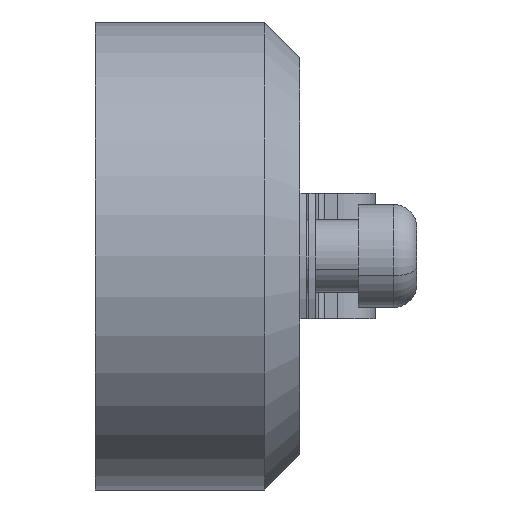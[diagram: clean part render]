
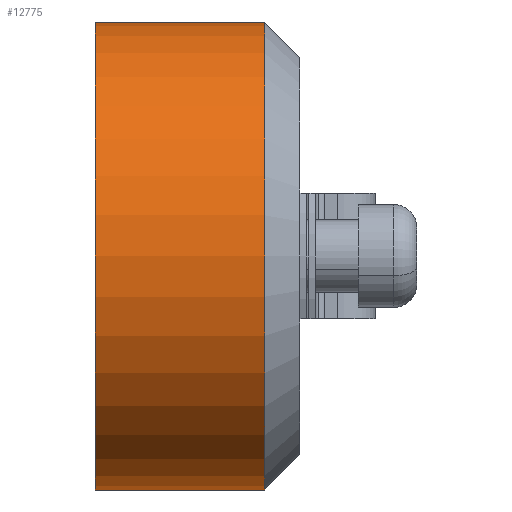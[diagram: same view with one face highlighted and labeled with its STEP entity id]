
A CAD part, front view. The second image highlights one B-rep face of the part: STEP entity #12775.
In plain terms, the highlighted cylindrical face has radius 12.7 mm (diameter 25.4 mm), a partial arc.
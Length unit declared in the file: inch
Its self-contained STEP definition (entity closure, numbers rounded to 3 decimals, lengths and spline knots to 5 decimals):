
#579 = AXIS2_PLACEMENT_3D ( 'NONE', #11967, #11968, #11969 ) ;
#839 = VERTEX_POINT ( 'NONE', #12102 ) ;
#1899 = ORIENTED_EDGE ( 'NONE', *, *, #2346, .F. ) ;
#1900 = ORIENTED_EDGE ( 'NONE', *, *, #2417, .T. ) ;
#1901 = ORIENTED_EDGE ( 'NONE', *, *, #2474, .F. ) ;
#1903 = ORIENTED_EDGE ( 'NONE', *, *, #2328, .T. ) ;
#2328 = EDGE_CURVE ( 'NONE', #839, #10544, #2760, .T. ) ;
#2346 = EDGE_CURVE ( 'NONE', #10556, #10551, #2785, .T. ) ;
#2417 = EDGE_CURVE ( 'NONE', #10556, #839, #10201, .T. ) ;
#2474 = EDGE_CURVE ( 'NONE', #10551, #10544, #10271, .T. ) ;
#2760 = LINE ( 'NONE', #12609, #2765 ) ;
#2765 = VECTOR ( 'NONE', #12590, 39.37008 ) ;
#2785 = LINE ( 'NONE', #8360, #2788 ) ;
#2788 = VECTOR ( 'NONE', #8355, 39.37008 ) ;
#3340 = DIRECTION ( 'NONE',  ( -1., 0., 0. ) ) ;
#3341 = DIRECTION ( 'NONE',  ( 0., 0., 1. ) ) ;
#5335 = EDGE_LOOP ( 'NONE', ( #1899, #1900, #1903, #1901 ) ) ;
#5676 = CARTESIAN_POINT ( 'NONE',  ( 0., 0., 0. ) ) ;
#5678 = DIRECTION ( 'NONE',  ( -1., 0., 0. ) ) ;
#5679 = DIRECTION ( 'NONE',  ( 0., 0., 1. ) ) ;
#7800 = CARTESIAN_POINT ( 'NONE',  ( 0.363, 0., -0.5 ) ) ;
#7804 = CARTESIAN_POINT ( 'NONE',  ( 0., 0., 0.5 ) ) ;
#7810 = CARTESIAN_POINT ( 'NONE',  ( 0., 0., -0.5 ) ) ;
#8355 = DIRECTION ( 'NONE',  ( -1., 0., 0. ) ) ;
#8360 = CARTESIAN_POINT ( 'NONE',  ( -0.31102, 0., -0.5 ) ) ;
#9672 = CARTESIAN_POINT ( 'NONE',  ( -0.31102, 0., 0. ) ) ;
#10013 = AXIS2_PLACEMENT_3D ( 'NONE', #9672, #3340, #3341 ) ;
#10201 = CIRCLE ( 'NONE', #579, 0.5 ) ;
#10271 = CIRCLE ( 'NONE', #12367, 0.5 ) ;
#10544 = VERTEX_POINT ( 'NONE', #7804 ) ;
#10551 = VERTEX_POINT ( 'NONE', #7810 ) ;
#10556 = VERTEX_POINT ( 'NONE', #7800 ) ;
#11335 = FACE_OUTER_BOUND ( 'NONE', #5335, .T. ) ;
#11344 = CYLINDRICAL_SURFACE ( 'NONE', #10013, 0.5 ) ;
#11967 = CARTESIAN_POINT ( 'NONE',  ( 0.363, 0., 0. ) ) ;
#11968 = DIRECTION ( 'NONE',  ( -1., 0., 0. ) ) ;
#11969 = DIRECTION ( 'NONE',  ( 0., 0., 1. ) ) ;
#12102 = CARTESIAN_POINT ( 'NONE',  ( 0.363, 0., 0.5 ) ) ;
#12367 = AXIS2_PLACEMENT_3D ( 'NONE', #5676, #5678, #5679 ) ;
#12590 = DIRECTION ( 'NONE',  ( -1., 0., 0. ) ) ;
#12609 = CARTESIAN_POINT ( 'NONE',  ( -0.31102, 0., 0.5 ) ) ;
#12775 = ADVANCED_FACE ( 'NONE', ( #11335 ), #11344, .T. ) ;
